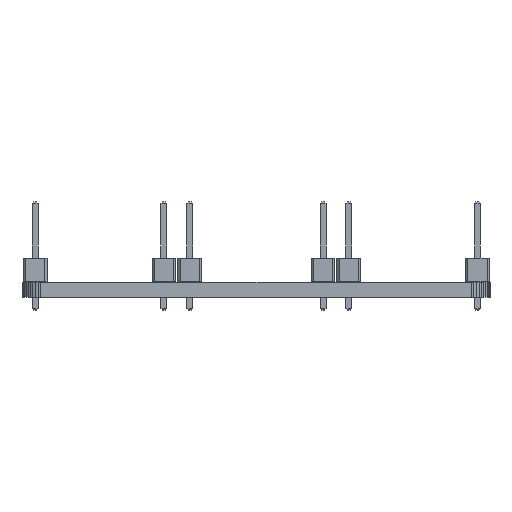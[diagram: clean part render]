
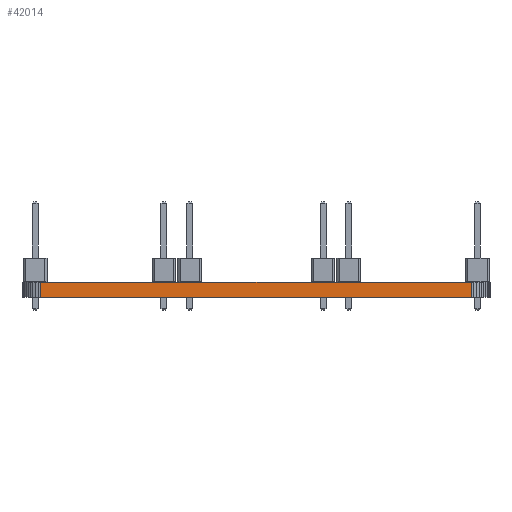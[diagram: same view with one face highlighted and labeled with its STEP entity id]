
A CAD part, left-side view. The second image highlights one B-rep face of the part: STEP entity #42014.
In plain terms, the highlighted planar face has unit normal (-1, 0, 0).
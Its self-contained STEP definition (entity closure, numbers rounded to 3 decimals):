
#8183 = PLANE('',#8184);
#8184 = AXIS2_PLACEMENT_3D('',#8185,#8186,#8187);
#8185 = CARTESIAN_POINT('',(0.,0.,
    1.605));
#8186 = DIRECTION('',(-0.,-0.,-1.));
#8187 = DIRECTION('',(-1.,0.,0.));
#8237 = PLANE('',#8238);
#8238 = AXIS2_PLACEMENT_3D('',#8239,#8240,#8241);
#8239 = CARTESIAN_POINT('',(0.,0.,0.)
  );
#8240 = DIRECTION('',(-0.,-0.,-1.));
#8241 = DIRECTION('',(-1.,0.,0.));
#9270 = VERTEX_POINT('',#9271);
#9271 = CARTESIAN_POINT('',(-25.,-23.,0.));
#9285 = PLANE('',#9286);
#9286 = AXIS2_PLACEMENT_3D('',#9287,#9288,#9289);
#9287 = CARTESIAN_POINT('',(-24.98,-23.285,0.));
#9288 = DIRECTION('',(-0.997,-0.071,0.));
#9289 = DIRECTION('',(-0.071,0.997,0.));
#9297 = EDGE_CURVE('',#9270,#9298,#9300,.T.);
#9298 = VERTEX_POINT('',#9299);
#9299 = CARTESIAN_POINT('',(-25.,23.,0.));
#9300 = SURFACE_CURVE('',#9301,(#9305,#9312),.PCURVE_S1.);
#9301 = LINE('',#9302,#9303);
#9302 = CARTESIAN_POINT('',(-25.,-23.,0.));
#9303 = VECTOR('',#9304,1.);
#9304 = DIRECTION('',(0.,1.,0.));
#9305 = PCURVE('',#8237,#9306);
#9306 = DEFINITIONAL_REPRESENTATION('',(#9307),#9311);
#9307 = LINE('',#9308,#9309);
#9308 = CARTESIAN_POINT('',(25.,-23.));
#9309 = VECTOR('',#9310,1.);
#9310 = DIRECTION('',(0.,1.));
#9311 = ( GEOMETRIC_REPRESENTATION_CONTEXT(2) 
PARAMETRIC_REPRESENTATION_CONTEXT() REPRESENTATION_CONTEXT('2D SPACE',''
  ) );
#9312 = PCURVE('',#9313,#9318);
#9313 = PLANE('',#9314);
#9314 = AXIS2_PLACEMENT_3D('',#9315,#9316,#9317);
#9315 = CARTESIAN_POINT('',(-25.,-23.,0.));
#9316 = DIRECTION('',(-1.,0.,0.));
#9317 = DIRECTION('',(0.,1.,0.));
#9318 = DEFINITIONAL_REPRESENTATION('',(#9319),#9323);
#9319 = LINE('',#9320,#9321);
#9320 = CARTESIAN_POINT('',(0.,0.));
#9321 = VECTOR('',#9322,1.);
#9322 = DIRECTION('',(1.,0.));
#9323 = ( GEOMETRIC_REPRESENTATION_CONTEXT(2) 
PARAMETRIC_REPRESENTATION_CONTEXT() REPRESENTATION_CONTEXT('2D SPACE',''
  ) );
#9341 = PLANE('',#9342);
#9342 = AXIS2_PLACEMENT_3D('',#9343,#9344,#9345);
#9343 = CARTESIAN_POINT('',(-25.,23.,0.));
#9344 = DIRECTION('',(-0.997,0.071,0.));
#9345 = DIRECTION('',(0.071,0.997,0.));
#27148 = VERTEX_POINT('',#27149);
#27149 = CARTESIAN_POINT('',(-25.,-23.,1.605));
#27170 = EDGE_CURVE('',#27148,#27171,#27173,.T.);
#27171 = VERTEX_POINT('',#27172);
#27172 = CARTESIAN_POINT('',(-25.,23.,1.605));
#27173 = SURFACE_CURVE('',#27174,(#27178,#27185),.PCURVE_S1.);
#27174 = LINE('',#27175,#27176);
#27175 = CARTESIAN_POINT('',(-25.,-23.,1.605));
#27176 = VECTOR('',#27177,1.);
#27177 = DIRECTION('',(0.,1.,0.));
#27178 = PCURVE('',#8183,#27179);
#27179 = DEFINITIONAL_REPRESENTATION('',(#27180),#27184);
#27180 = LINE('',#27181,#27182);
#27181 = CARTESIAN_POINT('',(25.,-23.));
#27182 = VECTOR('',#27183,1.);
#27183 = DIRECTION('',(0.,1.));
#27184 = ( GEOMETRIC_REPRESENTATION_CONTEXT(2) 
PARAMETRIC_REPRESENTATION_CONTEXT() REPRESENTATION_CONTEXT('2D SPACE',''
  ) );
#27185 = PCURVE('',#9313,#27186);
#27186 = DEFINITIONAL_REPRESENTATION('',(#27187),#27191);
#27187 = LINE('',#27188,#27189);
#27188 = CARTESIAN_POINT('',(0.,-1.605));
#27189 = VECTOR('',#27190,1.);
#27190 = DIRECTION('',(1.,0.));
#27191 = ( GEOMETRIC_REPRESENTATION_CONTEXT(2) 
PARAMETRIC_REPRESENTATION_CONTEXT() REPRESENTATION_CONTEXT('2D SPACE',''
  ) );
#41964 = EDGE_CURVE('',#9298,#27171,#41965,.T.);
#41965 = SURFACE_CURVE('',#41966,(#41970,#41977),.PCURVE_S1.);
#41966 = LINE('',#41967,#41968);
#41967 = CARTESIAN_POINT('',(-25.,23.,0.));
#41968 = VECTOR('',#41969,1.);
#41969 = DIRECTION('',(0.,0.,1.));
#41970 = PCURVE('',#9341,#41971);
#41971 = DEFINITIONAL_REPRESENTATION('',(#41972),#41976);
#41972 = LINE('',#41973,#41974);
#41973 = CARTESIAN_POINT('',(0.,0.));
#41974 = VECTOR('',#41975,1.);
#41975 = DIRECTION('',(0.,-1.));
#41976 = ( GEOMETRIC_REPRESENTATION_CONTEXT(2) 
PARAMETRIC_REPRESENTATION_CONTEXT() REPRESENTATION_CONTEXT('2D SPACE',''
  ) );
#41977 = PCURVE('',#9313,#41978);
#41978 = DEFINITIONAL_REPRESENTATION('',(#41979),#41983);
#41979 = LINE('',#41980,#41981);
#41980 = CARTESIAN_POINT('',(46.,0.));
#41981 = VECTOR('',#41982,1.);
#41982 = DIRECTION('',(0.,-1.));
#41983 = ( GEOMETRIC_REPRESENTATION_CONTEXT(2) 
PARAMETRIC_REPRESENTATION_CONTEXT() REPRESENTATION_CONTEXT('2D SPACE',''
  ) );
#42014 = ADVANCED_FACE('',(#42015),#9313,.T.);
#42015 = FACE_BOUND('',#42016,.T.);
#42016 = EDGE_LOOP('',(#42017,#42038,#42039,#42040));
#42017 = ORIENTED_EDGE('',*,*,#42018,.T.);
#42018 = EDGE_CURVE('',#9270,#27148,#42019,.T.);
#42019 = SURFACE_CURVE('',#42020,(#42024,#42031),.PCURVE_S1.);
#42020 = LINE('',#42021,#42022);
#42021 = CARTESIAN_POINT('',(-25.,-23.,0.));
#42022 = VECTOR('',#42023,1.);
#42023 = DIRECTION('',(0.,0.,1.));
#42024 = PCURVE('',#9313,#42025);
#42025 = DEFINITIONAL_REPRESENTATION('',(#42026),#42030);
#42026 = LINE('',#42027,#42028);
#42027 = CARTESIAN_POINT('',(0.,0.));
#42028 = VECTOR('',#42029,1.);
#42029 = DIRECTION('',(0.,-1.));
#42030 = ( GEOMETRIC_REPRESENTATION_CONTEXT(2) 
PARAMETRIC_REPRESENTATION_CONTEXT() REPRESENTATION_CONTEXT('2D SPACE',''
  ) );
#42031 = PCURVE('',#9285,#42032);
#42032 = DEFINITIONAL_REPRESENTATION('',(#42033),#42037);
#42033 = LINE('',#42034,#42035);
#42034 = CARTESIAN_POINT('',(0.285,0.));
#42035 = VECTOR('',#42036,1.);
#42036 = DIRECTION('',(0.,-1.));
#42037 = ( GEOMETRIC_REPRESENTATION_CONTEXT(2) 
PARAMETRIC_REPRESENTATION_CONTEXT() REPRESENTATION_CONTEXT('2D SPACE',''
  ) );
#42038 = ORIENTED_EDGE('',*,*,#27170,.T.);
#42039 = ORIENTED_EDGE('',*,*,#41964,.F.);
#42040 = ORIENTED_EDGE('',*,*,#9297,.F.);
